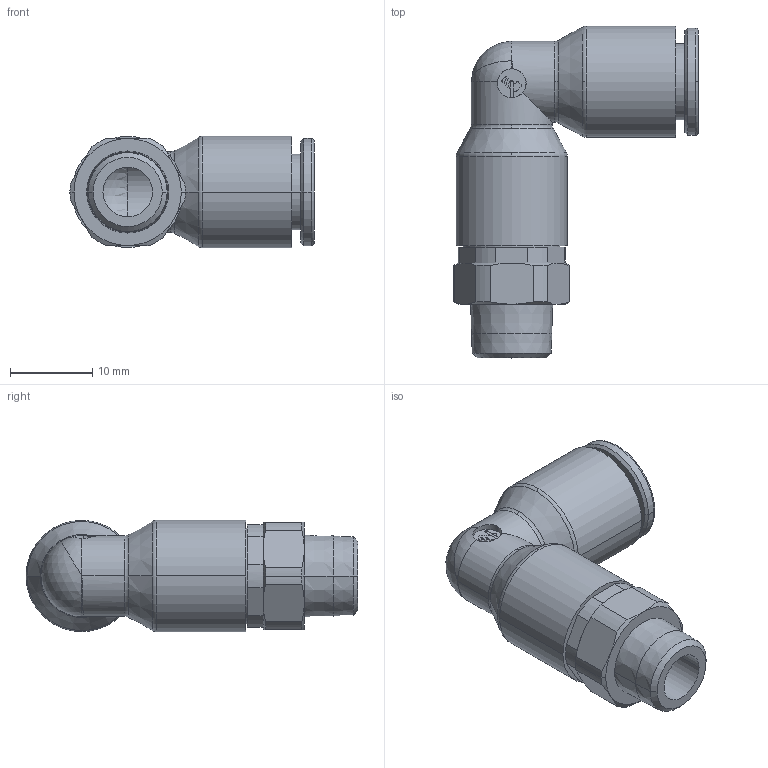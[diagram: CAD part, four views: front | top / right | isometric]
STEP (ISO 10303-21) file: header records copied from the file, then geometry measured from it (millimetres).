
FILE_DESCRIPTION(('STEP AP214'),'1');
FILE_NAME('3129_08_10.stp','2016-07-07T14:15:25',('TraceParts'),('TraceParts S.A.'),'Spatial InterOp 3D',' ',' ');
FILE_SCHEMA(('automotive_design'));
Length unit declared in the file: millimetre
Products named in the file (1): 1
Bounding box: 29.6 x 40.25 x 13.5 mm (x, y, z)
Volume: 3762.3 mm3; surface area: 3924.6 mm2
Topology: 1 solids, 1 shells, 133 faces, 334 edges, 208 vertices
Faces by surface type: plane 46, cylinder 42, cone 28, torus 10, sphere 7
Entity records: 4531 total; most frequent: CARTESIAN_POINT 1303, DIRECTION 729, ORIENTED_EDGE 656, EDGE_CURVE 328, AXIS2_PLACEMENT_3D 303, VERTEX_POINT 208, CIRCLE 167, EDGE_LOOP 146
